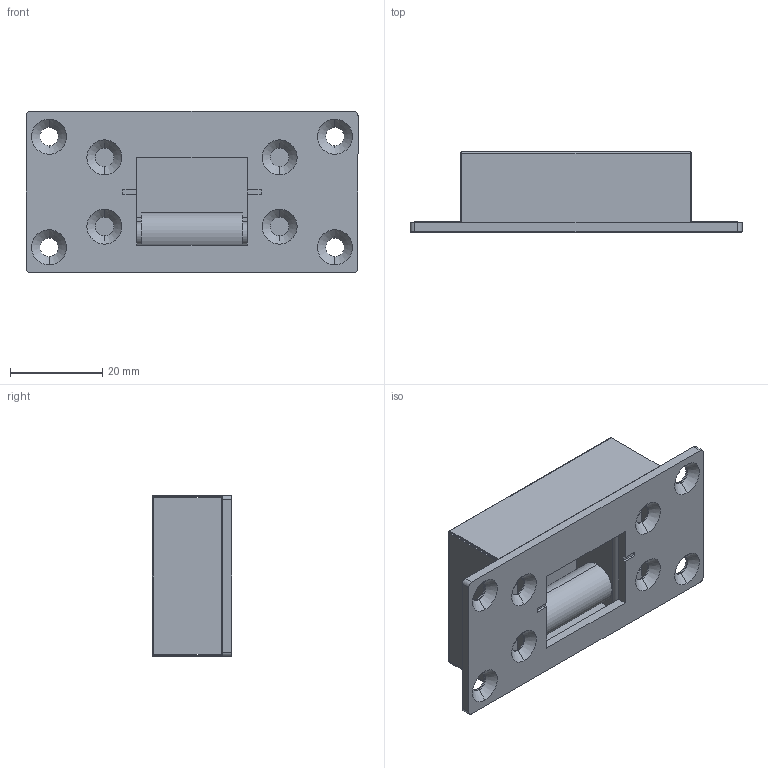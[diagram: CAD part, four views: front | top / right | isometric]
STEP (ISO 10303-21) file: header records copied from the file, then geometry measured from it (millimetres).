
FILE_DESCRIPTION (( 'STEP AP203' ), '1' );
FILE_NAME ('sone3D.STEP', '2014-07-24T10:06:20', ( '' ), ( '' ), 'SwSTEP 2.0', 'SolidWorks 2012', '' );
FILE_SCHEMA (( 'CONFIG_CONTROL_DESIGN' ));
Length unit declared in the file: millimetre
Products named in the file (7): sone3D; AC-25-RE板ナット_; AC-25-RE儘乕儔乕梡僺儞_; AC-25-REローラー_; AC-25-RE僩儘僇僶乕_; AC-25-REローラー受け用ベース_; AC-25-RE化粧取付板_
Assembly tree (7 placements, depth 2):
  sone3D
    AC-25-RE化粧取付板_
    AC-25-REローラー受け用ベース_
    AC-25-RE僩儘僇僶乕_
    AC-25-REローラー_
    AC-25-RE儘乕儔乕梡僺儞_
    AC-25-RE板ナット_  x2
Bounding box: 72 x 17.3 x 35 mm (x, y, z)
Volume: 10383.8 mm3; surface area: 20927.1 mm2
Topology: 7 solids, 7 shells, 209 faces, 550 edges, 353 vertices
Faces by surface type: plane 87, cylinder 86, cone 36
Entity records: 6687 total; most frequent: DIRECTION 1070, CARTESIAN_POINT 1026, ORIENTED_EDGE 992, EDGE_CURVE 496, AXIS2_PLACEMENT_3D 381, VERTEX_POINT 321, LINE 308, VECTOR 308
